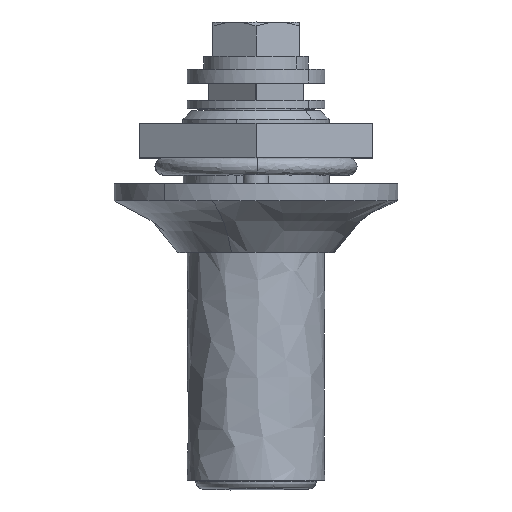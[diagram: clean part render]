
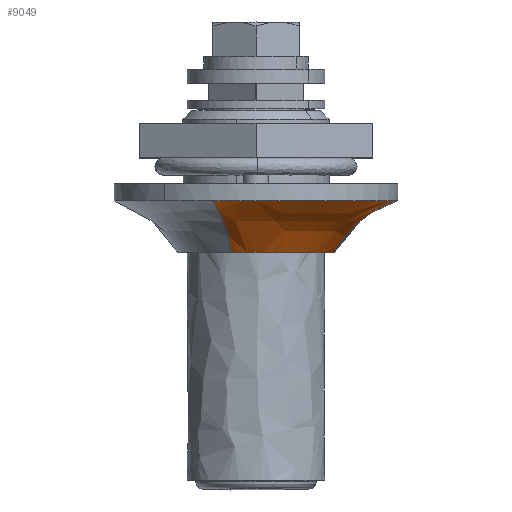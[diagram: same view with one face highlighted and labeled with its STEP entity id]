
A CAD part, top view. The second image highlights one B-rep face of the part: STEP entity #9049.
In plain terms, the highlighted free-form (B-spline) face has degree [2, 2] with [5, 3] control points.
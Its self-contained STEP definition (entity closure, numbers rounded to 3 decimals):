
#8819=CARTESIAN_POINT('',(-2.,5.14,15.679));
#8820=VERTEX_POINT('',#8819);
#8829=CARTESIAN_POINT('',(-2.,0.0,16.5));
#8830=VERTEX_POINT('',#8829);
#8831=CARTESIAN_POINT('',(-2.,0.0,16.5));
#8832=CARTESIAN_POINT('',(-2.,1.742,16.501));
#8833=CARTESIAN_POINT('',(-2.,3.484,16.222));
#8834=CARTESIAN_POINT('',(-2.,5.14,15.679));
#8835=B_SPLINE_CURVE_WITH_KNOTS('',3,(#8831,#8832,#8833,#8834),.UNSPECIFIED.,.F.,.U.,(4,4),(0.,5.227),.UNSPECIFIED.);
#8836=EDGE_CURVE('',#8830,#8820,#8835,.T.);
#8838=CARTESIAN_POINT('',(-2.,-16.168,3.295));
#8839=VERTEX_POINT('',#8838);
#8840=CARTESIAN_POINT('',(-2.,-16.168,3.295));
#8841=CARTESIAN_POINT('',(-2.,-15.968,4.276));
#8842=CARTESIAN_POINT('',(-2.,-15.406,6.143));
#8843=CARTESIAN_POINT('',(-2.,-14.286,8.357));
#8844=CARTESIAN_POINT('',(-2.,-12.95,10.299));
#8845=CARTESIAN_POINT('',(-2.,-11.256,12.19));
#8846=CARTESIAN_POINT('',(-2.,-8.916,13.999));
#8847=CARTESIAN_POINT('',(-2.,-6.178,15.392));
#8848=CARTESIAN_POINT('',(-2.,-3.237,16.284));
#8849=CARTESIAN_POINT('',(-2.,-1.118,16.5));
#8850=CARTESIAN_POINT('',(-2.,0.0,16.5));
#8851=B_SPLINE_CURVE_WITH_KNOTS('',3,(#8840,#8841,#8842,#8843,#8844,#8845,#8846,#8847,#8848,#8849,#8850),.UNSPECIFIED.,.F.,.U.,(4,1,1,1,1,1,1,1,4),(0.,3.002,5.827,7.416,10.064,13.419,16.244,19.246,22.601),.UNSPECIFIED.);
#8852=EDGE_CURVE('',#8839,#8830,#8851,.T.);
#8931=CARTESIAN_POINT('',(-8.,-8.917,1.817));
#8932=VERTEX_POINT('',#8931);
#8933=CARTESIAN_POINT('',(-8.,-8.917,1.817));
#8934=CARTESIAN_POINT('',(-7.393,-9.275,1.89));
#8935=CARTESIAN_POINT('',(-6.027,-10.227,2.084));
#8936=CARTESIAN_POINT('',(-4.427,-11.832,2.412));
#8937=CARTESIAN_POINT('',(-2.984,-13.877,2.828));
#8938=CARTESIAN_POINT('',(-2.315,-15.277,3.114));
#8939=CARTESIAN_POINT('',(-2.,-16.168,3.295));
#8940=B_SPLINE_CURVE_WITH_KNOTS('',3,(#8933,#8934,#8935,#8936,#8937,#8938,#8939),.UNSPECIFIED.,.F.,.U.,(4,1,1,1,4),(0.,2.126,5.012,6.835,9.721),.UNSPECIFIED.);
#8941=EDGE_CURVE('',#8932,#8839,#8940,.T.);
#8961=CARTESIAN_POINT('',(-8.,2.835,8.647));
#8962=VERTEX_POINT('',#8961);
#8984=CARTESIAN_POINT('',(-8.,2.835,8.647));
#8985=CARTESIAN_POINT('',(-7.306,2.965,9.044));
#8986=CARTESIAN_POINT('',(-5.95,3.272,9.982));
#8987=CARTESIAN_POINT('',(-4.369,3.788,11.554));
#8988=CARTESIAN_POINT('',(-2.984,4.412,13.457));
#8989=CARTESIAN_POINT('',(-2.315,4.857,14.815));
#8990=CARTESIAN_POINT('',(-2.,5.14,15.679));
#8991=B_SPLINE_CURVE_WITH_KNOTS('',3,(#8984,#8985,#8986,#8987,#8988,#8989,#8990),.UNSPECIFIED.,.F.,.U.,(4,1,1,1,4),(0.,2.43,5.012,6.835,9.721),.UNSPECIFIED.);
#8992=EDGE_CURVE('',#8962,#8820,#8991,.T.);
#8998=CARTESIAN_POINT('',(-8.41,-8.684,1.77));
#8999=CARTESIAN_POINT('',(-8.41,-6.914,10.453));
#9000=CARTESIAN_POINT('',(-8.41,1.77,8.684));
#9001=CARTESIAN_POINT('',(-8.41,2.273,8.581));
#9002=CARTESIAN_POINT('',(-8.41,2.761,8.421));
#9003=CARTESIAN_POINT('',(-3.511,-11.359,2.315));
#9004=CARTESIAN_POINT('',(-3.511,-9.044,13.674));
#9005=CARTESIAN_POINT('',(-3.511,2.315,11.359));
#9006=CARTESIAN_POINT('',(-3.511,2.973,11.225));
#9007=CARTESIAN_POINT('',(-3.511,3.611,11.016));
#9008=CARTESIAN_POINT('',(-1.852,-16.609,3.385));
#9009=CARTESIAN_POINT('',(-1.852,-13.224,19.995));
#9010=CARTESIAN_POINT('',(-1.852,3.385,16.609));
#9011=CARTESIAN_POINT('',(-1.852,4.347,16.413));
#9012=CARTESIAN_POINT('',(-1.852,5.28,16.108));
#9020=(BOUNDED_SURFACE()B_SPLINE_SURFACE(2,2,((#8998,#9003,#9008),(#8999,#9004,#9009),(#9000,#9005,#9010),(#9001,#9006,#9011),(#9002,#9007,#9012)),.UNSPECIFIED.,.F.,.F.,.U.)B_SPLINE_SURFACE_WITH_KNOTS((3,2,3),(3,3),(0.0,28.085,30.332),(0.0,10.801),.UNSPECIFIED.)GEOMETRIC_REPRESENTATION_ITEM()RATIONAL_B_SPLINE_SURFACE(((0.936,0.869,0.935),(0.662,0.614,0.661),(0.936,0.869,0.935),(0.914,0.848,0.913),(0.896,0.831,0.895)))REPRESENTATION_ITEM('')SURFACE());
#9021=ORIENTED_EDGE('',*,*,#8836,.T.);
#9022=ORIENTED_EDGE('',*,*,#8992,.F.);
#9023=CARTESIAN_POINT('',(-8.,0.0,9.1));
#9024=VERTEX_POINT('',#9023);
#9025=CARTESIAN_POINT('',(-8.,0.0,9.1));
#9026=CARTESIAN_POINT('',(-8.,0.961,9.1));
#9027=CARTESIAN_POINT('',(-8.,1.922,8.947));
#9028=CARTESIAN_POINT('',(-8.,2.835,8.647));
#9029=B_SPLINE_CURVE_WITH_KNOTS('',3,(#9025,#9026,#9027,#9028),.UNSPECIFIED.,.F.,.U.,(4,4),(0.,2.883),.UNSPECIFIED.);
#9030=EDGE_CURVE('',#9024,#8962,#9029,.T.);
#9031=ORIENTED_EDGE('',*,*,#9030,.F.);
#9032=CARTESIAN_POINT('',(-8.,-8.917,1.817));
#9033=CARTESIAN_POINT('',(-8.,-8.774,2.517));
#9034=CARTESIAN_POINT('',(-8.,-8.385,3.696));
#9035=CARTESIAN_POINT('',(-8.,-7.572,5.108));
#9036=CARTESIAN_POINT('',(-8.,-6.621,6.305));
#9037=CARTESIAN_POINT('',(-8.,-5.53,7.287));
#9038=CARTESIAN_POINT('',(-8.,-4.009,8.233));
#9039=CARTESIAN_POINT('',(-8.,-2.207,8.919));
#9040=CARTESIAN_POINT('',(-8.,-0.747,9.1));
#9041=CARTESIAN_POINT('',(-8.,0.0,9.1));
#9042=B_SPLINE_CURVE_WITH_KNOTS('',3,(#9032,#9033,#9034,#9035,#9036,#9037,#9038,#9039,#9040,#9041),.UNSPECIFIED.,.F.,.U.,(4,1,1,1,1,1,1,4),(0.,2.142,3.7,4.869,6.719,8.082,10.225,12.464),.UNSPECIFIED.);
#9043=EDGE_CURVE('',#8932,#9024,#9042,.T.);
#9044=ORIENTED_EDGE('',*,*,#9043,.F.);
#9045=ORIENTED_EDGE('',*,*,#8941,.T.);
#9046=ORIENTED_EDGE('',*,*,#8852,.T.);
#9047=EDGE_LOOP('',(#9021,#9022,#9031,#9044,#9045,#9046));
#9048=FACE_OUTER_BOUND('',#9047,.T.);
#9049=ADVANCED_FACE('',(#9048),#9020,.F.);
